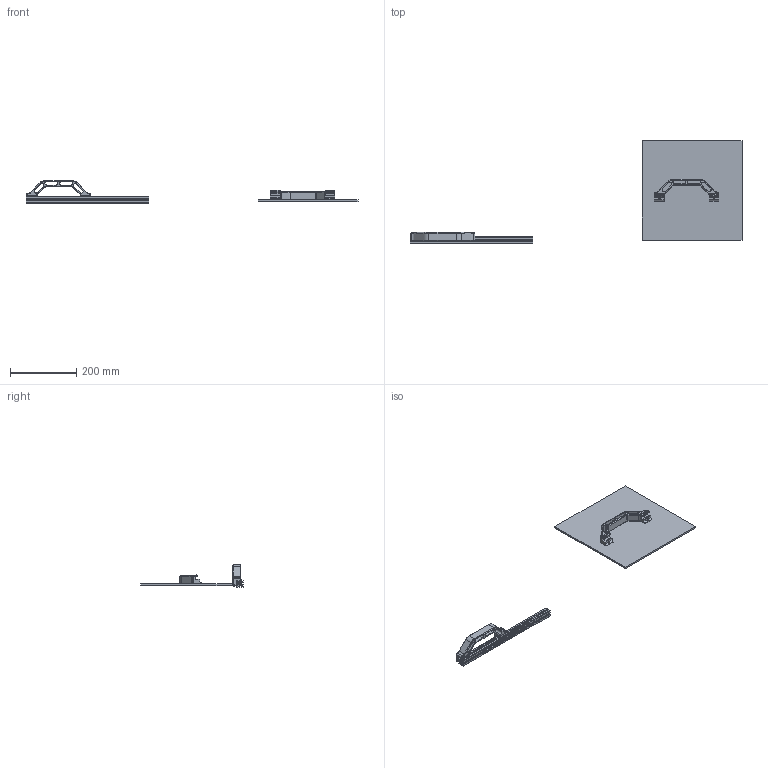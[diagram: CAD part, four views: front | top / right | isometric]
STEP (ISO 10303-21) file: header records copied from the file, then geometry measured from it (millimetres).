
FILE_DESCRIPTION(/* description */ (''),/* implementation_level */ '2;1');
FILE_NAME(/* name */ 'sturdy_handles.step',/* time_stamp */ '2021-02-23T22:25:34-05:00',/* author */ (''),/* organization */ (''),/* preprocessor_version */ 'ST-DEVELOPER v18.1',/* originating_system */ 'Autodesk Translation Framework v9.7.1.1290',/* authorisation */ '');
FILE_SCHEMA (('AUTOMOTIVE_DESIGN { 1 0 10303 214 3 1 1 }'));
Length unit declared in the file: millimetre
Products named in the file (6): V2.4 Handles; HFSB5-2020-370-TPW; M5x16 BHCS; Handle; Print; Print Bed
Assembly tree (6 placements, depth 3):
  V2.4 Handles
    HFSB5-2020-370-TPW
      M5x16 BHCS  x2
    Handle
    Print
      Print Bed
Bounding box: 1000 x 310 x 68 mm (x, y, z)
Volume: 663919.7 mm3; surface area: 307658.6 mm2
Topology: 4 solids, 4 shells, 417 faces, 1107 edges, 702 vertices
Faces by surface type: plane 240, cylinder 97, cone 60, bspline 20
Full cylindrical faces by diameter (mm): 4.2 x1, 4.234 x2, 5.12 x2, 5.5 x4, 9 x4
Entity records: 13323 total; most frequent: CARTESIAN_POINT 2672, ORIENTED_EDGE 2214, DIRECTION 2167, EDGE_CURVE 1107, LINE 781, VECTOR 781, VERTEX_POINT 702, AXIS2_PLACEMENT_3D 693
